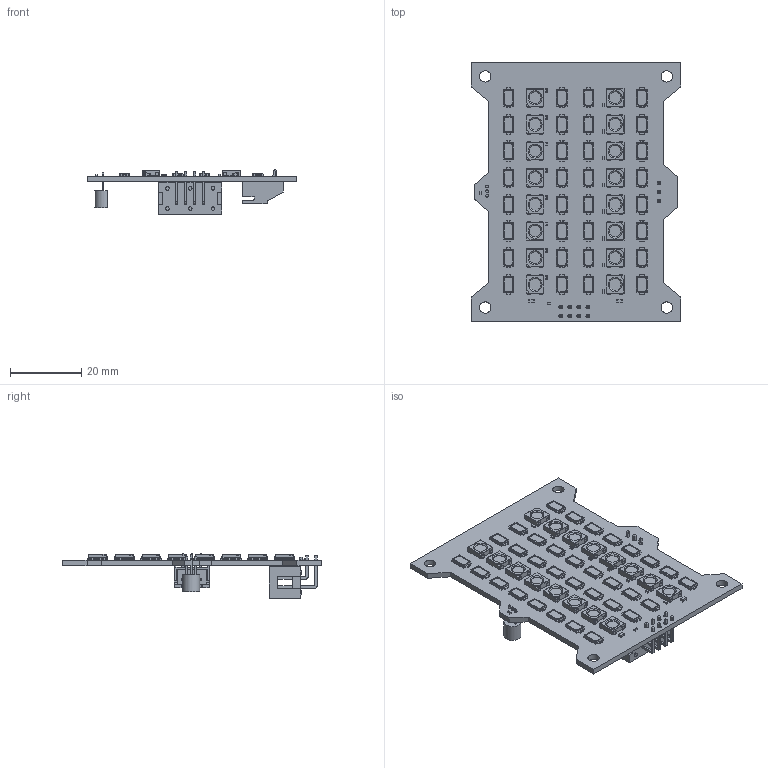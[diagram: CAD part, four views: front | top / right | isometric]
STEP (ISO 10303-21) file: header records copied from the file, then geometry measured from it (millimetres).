
FILE_DESCRIPTION(('KiCad electronic assembly'),'2;1');
FILE_NAME('PaLampa_LED_H01.step','2023-06-15T20:56:46',('Pcbnew'),( 'Kicad'),'Open CASCADE STEP processor 7.6','KiCad to STEP converter' ,'Unknown');
FILE_SCHEMA(('AUTOMOTIVE_DESIGN { 1 0 10303 214 1 1 1 1 }'));
Length unit declared in the file: millimetre
Products named in the file (18): PaLampa_LED_H01 1; LED_WS2812B_PLCC4_5.0x5.0mm_P3.2mm; SOLID; LED 5730; COMPOUND; C_0402_1005Metric; R_0402_1005Metric; C_0603_1608Metric; TO-92_Inline; JST_XH_S3B-XH-A_1x03_P2.50mm_Horizontal; IDC-Header_2x04_P2.54mm_Horizontal; PCB
Assembly tree (80 placements, depth 3):
  PaLampa_LED_H01 1
    LED_WS2812B_PLCC4_5.0x5.0mm_P3.2mm  x16
      SOLID
    LED 5730  x32
      COMPOUND
    C_0402_1005Metric  x16
      SOLID
    R_0402_1005Metric  x2
      SOLID
    C_0603_1608Metric  x2
      SOLID
    TO-92_Inline
      SOLID
    JST_XH_S3B-XH-A_1x03_P2.50mm_Horizontal
      SOLID
    IDC-Header_2x04_P2.54mm_Horizontal
      SOLID
    PCB
Bounding box: 59 x 73 x 12.49 mm (x, y, z)
Volume: 7932.8 mm3; surface area: 14457.7 mm2
Topology: 168 solids, 168 shells, 6468 faces, 17275 edges, 11126 vertices
Faces by surface type: bspline 3008, plane 2814, cylinder 630, cone 16
Full cylindrical faces by diameter (mm): 0.75 x3, 0.95 x3, 1 x14, 3.2 x4, 3.333 x16
Entity records: 53461 total; most frequent: CARTESIAN_POINT 13885, DIRECTION 6164, LINE 4309, VECTOR 4309, ORIENTED_EDGE 3636, PCURVE 3636, DEFINITIONAL_REPRESENTATION 3636, EDGE_CURVE 1818
